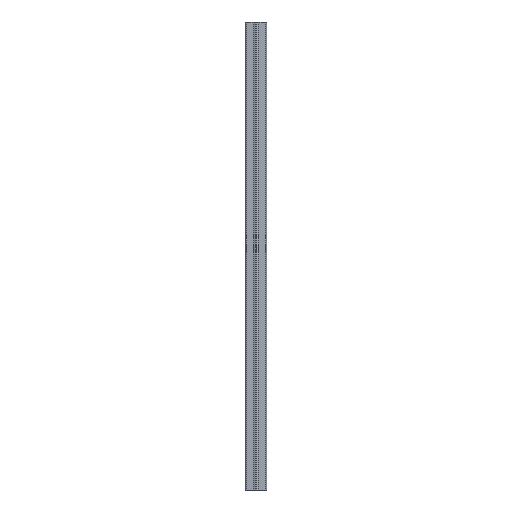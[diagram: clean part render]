
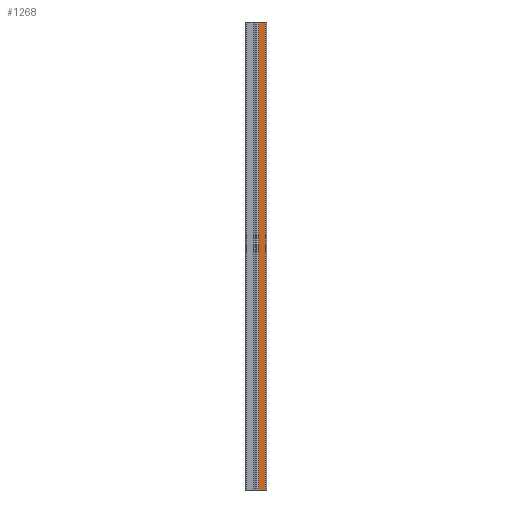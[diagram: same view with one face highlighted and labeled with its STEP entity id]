
A CAD part, front view. The second image highlights one B-rep face of the part: STEP entity #1268.
In plain terms, the highlighted planar face has unit normal (0, -1, 0).
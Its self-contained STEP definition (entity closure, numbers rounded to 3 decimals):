
#311 = CARTESIAN_POINT ( 'NONE',  ( 20., -22.5, 1000. ) ) ;
#408 = EDGE_CURVE ( 'NONE', #1829, #1896, #689, .T. ) ;
#496 = DIRECTION ( 'NONE',  ( -1., 0., 0. ) ) ;
#572 = PLANE ( 'NONE',  #4625 ) ;
#586 = EDGE_LOOP ( 'NONE', ( #1454, #4528, #3050, #1161 ) ) ;
#609 = VERTEX_POINT ( 'NONE', #2342 ) ;
#689 = LINE ( 'NONE', #4374, #2291 ) ;
#1161 = ORIENTED_EDGE ( 'NONE', *, *, #5957, .T. ) ;
#1177 = DIRECTION ( 'NONE',  ( 0., -1., 0. ) ) ;
#1268 = ADVANCED_FACE ( 'NONE', ( #5309 ), #572, .T. ) ;
#1454 = ORIENTED_EDGE ( 'NONE', *, *, #1525, .F. ) ;
#1525 = EDGE_CURVE ( 'NONE', #609, #3947, #4278, .T. ) ;
#1614 = LINE ( 'NONE', #5318, #4013 ) ;
#1639 = DIRECTION ( 'NONE',  ( 1., 0., 0. ) ) ;
#1793 = LINE ( 'NONE', #3988, #2792 ) ;
#1829 = VERTEX_POINT ( 'NONE', #311 ) ;
#1896 = VERTEX_POINT ( 'NONE', #4519 ) ;
#1909 = CARTESIAN_POINT ( 'NONE',  ( 0., -22.5, 0. ) ) ;
#2291 = VECTOR ( 'NONE', #4830, 1000. ) ;
#2342 = CARTESIAN_POINT ( 'NONE',  ( 20., -22.5, 0. ) ) ;
#2792 = VECTOR ( 'NONE', #5833, 1000. ) ;
#2871 = VECTOR ( 'NONE', #496, 1000. ) ;
#3035 = DIRECTION ( 'NONE',  ( 0., 0., -1. ) ) ;
#3050 = ORIENTED_EDGE ( 'NONE', *, *, #408, .T. ) ;
#3106 = CARTESIAN_POINT ( 'NONE',  ( 6.1, -22.5, 0. ) ) ;
#3947 = VERTEX_POINT ( 'NONE', #3106 ) ;
#3988 = CARTESIAN_POINT ( 'NONE',  ( 20., -22.5, 1000. ) ) ;
#4013 = VECTOR ( 'NONE', #3035, 1000. ) ;
#4264 = CARTESIAN_POINT ( 'NONE',  ( 0., -22.5, 1000. ) ) ;
#4278 = LINE ( 'NONE', #1909, #2871 ) ;
#4344 = EDGE_CURVE ( 'NONE', #1829, #609, #1793, .T. ) ;
#4374 = CARTESIAN_POINT ( 'NONE',  ( 0., -22.5, 1000. ) ) ;
#4519 = CARTESIAN_POINT ( 'NONE',  ( 6.1, -22.5, 1000. ) ) ;
#4528 = ORIENTED_EDGE ( 'NONE', *, *, #4344, .F. ) ;
#4625 = AXIS2_PLACEMENT_3D ( 'NONE', #4264, #1177, #1639 ) ;
#4830 = DIRECTION ( 'NONE',  ( -1., 0., 0. ) ) ;
#5309 = FACE_OUTER_BOUND ( 'NONE', #586, .T. ) ;
#5318 = CARTESIAN_POINT ( 'NONE',  ( 6.1, -22.5, 1000. ) ) ;
#5833 = DIRECTION ( 'NONE',  ( 0., 0., -1. ) ) ;
#5957 = EDGE_CURVE ( 'NONE', #1896, #3947, #1614, .T. ) ;
